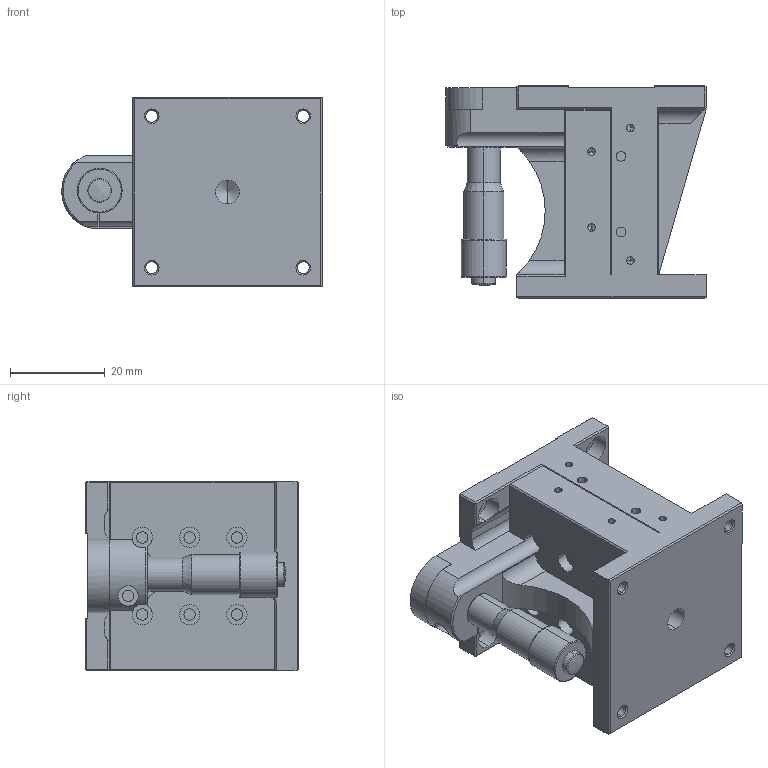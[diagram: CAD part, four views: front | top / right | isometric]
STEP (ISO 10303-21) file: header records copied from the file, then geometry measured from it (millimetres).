
FILE_DESCRIPTION (( 'STEP AP203' ), '1' );
FILE_NAME ('518210.STEP', '2025-07-09T03:54:15', ( '' ), ( '' ), 'SwSTEP 2.0', 'SolidWorks 2020', '' );
FILE_SCHEMA (( 'CONFIG_CONTROL_DESIGN' ));
Length unit declared in the file: millimetre
Products named in the file (1): 518210
Bounding box: 55 x 45 x 40 mm (x, y, z)
Volume: 44800.8 mm3; surface area: 18902.1 mm2
Topology: 2 solids, 2 shells, 332 faces, 865 edges, 538 vertices
Faces by surface type: plane 155, cylinder 142, cone 25, bspline 10
Entity records: 10602 total; most frequent: CARTESIAN_POINT 2187, DIRECTION 1789, ORIENTED_EDGE 1706, EDGE_CURVE 853, AXIS2_PLACEMENT_3D 645, VERTEX_POINT 537, VECTOR 499, LINE 499
